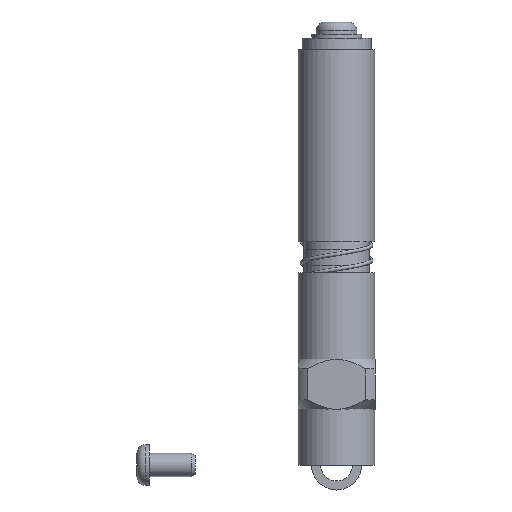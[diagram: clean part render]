
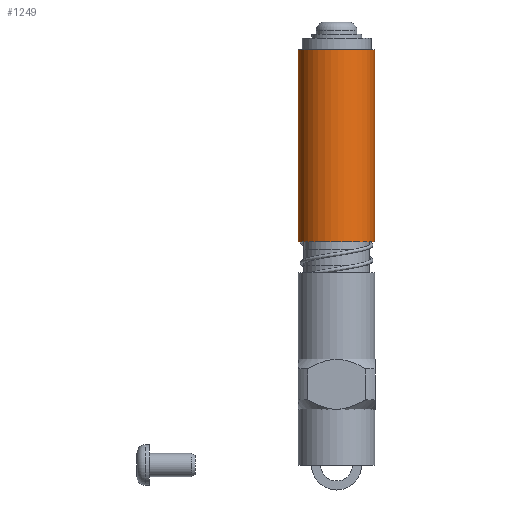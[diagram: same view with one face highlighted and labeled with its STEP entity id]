
A CAD part, front view. The second image highlights one B-rep face of the part: STEP entity #1249.
In plain terms, the highlighted cylindrical face has radius 9.95 mm (diameter 19.9 mm), a full revolution.
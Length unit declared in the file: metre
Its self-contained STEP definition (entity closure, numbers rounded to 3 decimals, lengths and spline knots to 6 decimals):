
#1249 = ADVANCED_FACE( '', ( #1333, #1334 ), #1335, .T. );
#1333 = FACE_OUTER_BOUND( '', #1499, .T. );
#1334 = FACE_OUTER_BOUND( '', #1500, .T. );
#1335 = CYLINDRICAL_SURFACE( '', #1501, 0.00995 );
#1499 = EDGE_LOOP( '', ( #1669 ) );
#1500 = EDGE_LOOP( '', ( #1670 ) );
#1501 = AXIS2_PLACEMENT_3D( '', #1671, #1672, #1673 );
#1669 = ORIENTED_EDGE( '', *, *, #2276, .F. );
#1670 = ORIENTED_EDGE( '', *, *, #2277, .F. );
#1671 = CARTESIAN_POINT( '', ( 0., 0., 0.056 ) );
#1672 = DIRECTION( '', ( 0., 0., 1. ) );
#1673 = DIRECTION( '', ( -1., 0., 0. ) );
#2276 = EDGE_CURVE( '', #2371, #2371, #2372, .T. );
#2277 = EDGE_CURVE( '', #2373, #2373, #2374, .T. );
#2371 = VERTEX_POINT( '', #2530 );
#2372 = CIRCLE( '', #2531, 0.00995 );
#2373 = VERTEX_POINT( '', #2532 );
#2374 = CIRCLE( '', #2533, 0.00995 );
#2530 = CARTESIAN_POINT( '', ( 0.00995, 0., 0. ) );
#2531 = AXIS2_PLACEMENT_3D( '', #2989, #2990, #2991 );
#2532 = CARTESIAN_POINT( '', ( 0.00995, 0., 0.05 ) );
#2533 = AXIS2_PLACEMENT_3D( '', #2992, #2993, #2994 );
#2989 = CARTESIAN_POINT( '', ( 0., 0., 0. ) );
#2990 = DIRECTION( '', ( 0., 0., -1. ) );
#2991 = DIRECTION( '', ( 1., 0., 0. ) );
#2992 = CARTESIAN_POINT( '', ( 0., 0., 0.05 ) );
#2993 = DIRECTION( '', ( 0., 0., 1. ) );
#2994 = DIRECTION( '', ( 1., 0., 0. ) );
